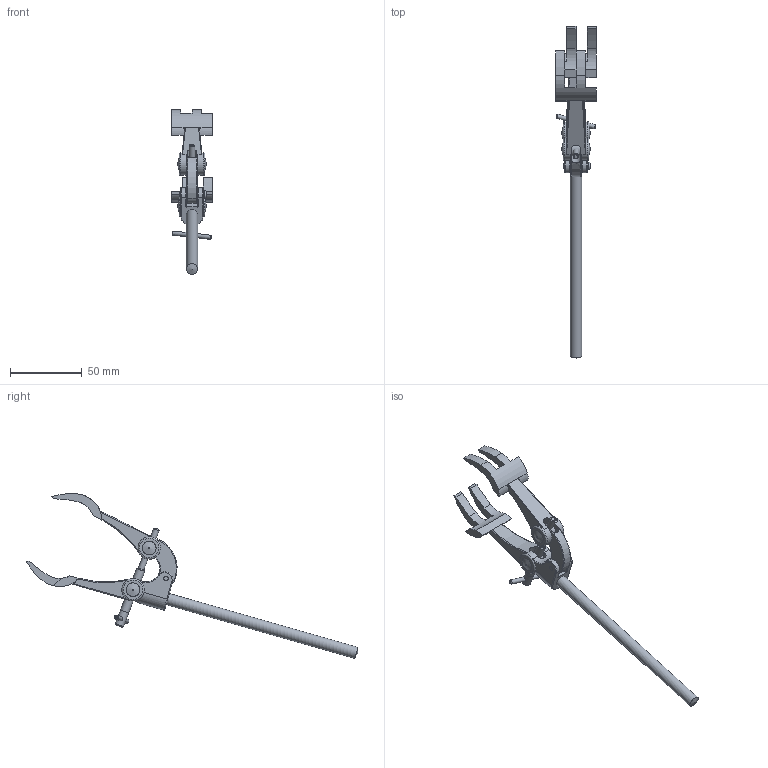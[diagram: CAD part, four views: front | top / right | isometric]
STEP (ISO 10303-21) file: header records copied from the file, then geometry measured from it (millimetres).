
FILE_DESCRIPTION(/* description */ (''),/* implementation_level */ '2;1');
FILE_NAME(/* name */ 'Retort Clamp.stp',/* time_stamp */ '2015-04-27T07:54:39+01:00',/* author */ ('Ollienor'),/* organization */ (''),/* preprocessor_version */ 'ST-DEVELOPER v15.6',/* originating_system */ 'Autodesk Inventor 2015',/* authorisation */ '');
FILE_SCHEMA (('AUTOMOTIVE_DESIGN { 1 0 10303 214 3 1 1 }'));
Length unit declared in the file: millimetre
Products named in the file (7): ClampClaw; ClampClawL; ClampHingeLH; ClampHingeRH; Retort2ThumbScrew; Pin; RetortClamp2_2
Bounding box: 28.5 x 230.85 x 114.68 mm (x, y, z)
Volume: 34177.4 mm3; surface area: 19403.2 mm2
Topology: 6 solids, 6 shells, 169 faces, 447 edges, 285 vertices
Faces by surface type: cylinder 67, plane 63, torus 24, cone 10, bspline 5
Full cylindrical faces by diameter (mm): 3 x6, 3.242 x1, 4 x1, 4.917 x1, 5.5 x1, 6 x1, 6.1 x1, 8 x1, 9.5 x6, 15.5 x2
Entity records: 5916 total; most frequent: CARTESIAN_POINT 1752, DIRECTION 874, ORIENTED_EDGE 798, EDGE_CURVE 399, AXIS2_PLACEMENT_3D 368, VERTEX_POINT 274, EDGE_LOOP 223, CIRCLE 175
